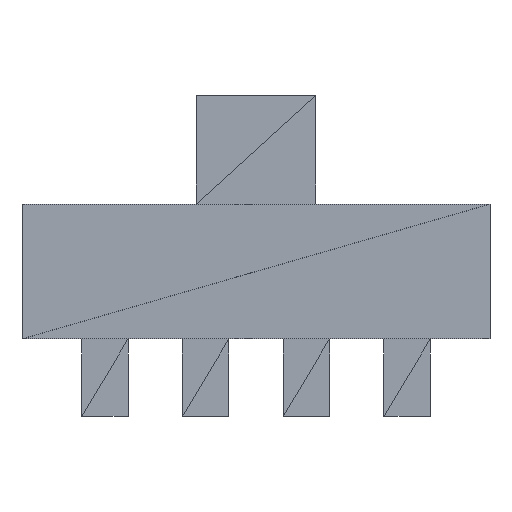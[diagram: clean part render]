
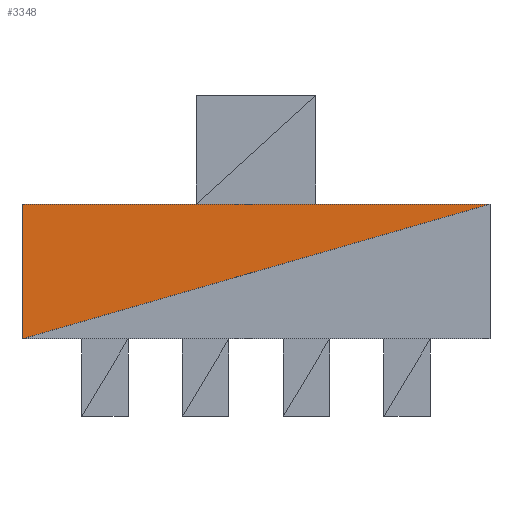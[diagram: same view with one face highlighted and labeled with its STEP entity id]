
A CAD part, front view. The second image highlights one B-rep face of the part: STEP entity #3348.
In plain terms, the highlighted planar face has unit normal (0, -1, 0).
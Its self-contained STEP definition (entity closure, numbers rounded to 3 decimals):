
#339 = VERTEX_POINT('',#340);
#340 = CARTESIAN_POINT('',(15.1,-7.,8.7));
#493 = PLANE('',#494);
#494 = AXIS2_PLACEMENT_3D('',#495,#496,#497);
#495 = CARTESIAN_POINT('',(-0.075,-5.929,
    8.7));
#496 = DIRECTION('',(0.,0.,1.));
#497 = DIRECTION('',(0.,1.,0.));
#534 = VERTEX_POINT('',#535);
#535 = CARTESIAN_POINT('',(-15.1,-7.,8.7));
#555 = EDGE_CURVE('',#534,#339,#556,.T.);
#556 = SURFACE_CURVE('',#557,(#561,#568),.PCURVE_S1.);
#557 = LINE('',#558,#559);
#558 = CARTESIAN_POINT('',(-15.1,-7.,8.7));
#559 = VECTOR('',#560,1.);
#560 = DIRECTION('',(1.,0.,0.));
#561 = PCURVE('',#493,#562);
#562 = DEFINITIONAL_REPRESENTATION('',(#563),#567);
#563 = LINE('',#564,#565);
#564 = CARTESIAN_POINT('',(-1.071,15.025));
#565 = VECTOR('',#566,1.);
#566 = DIRECTION('',(0.,-1.));
#567 = ( GEOMETRIC_REPRESENTATION_CONTEXT(2) 
PARAMETRIC_REPRESENTATION_CONTEXT() REPRESENTATION_CONTEXT('2D SPACE',''
  ) );
#568 = PCURVE('',#569,#574);
#569 = PLANE('',#570);
#570 = AXIS2_PLACEMENT_3D('',#571,#572,#573);
#571 = CARTESIAN_POINT('',(-1.868,-7.,6.218));
#572 = DIRECTION('',(-0.,-1.,-0.));
#573 = DIRECTION('',(0.,0.,-1.));
#574 = DEFINITIONAL_REPRESENTATION('',(#575),#578);
#575 = B_SPLINE_CURVE_WITH_KNOTS('',1,(#576,#577),.UNSPECIFIED.,.F.,.F.,
  (2,2),(0.,30.2),.PIECEWISE_BEZIER_KNOTS.);
#576 = CARTESIAN_POINT('',(-2.482,-13.232));
#577 = CARTESIAN_POINT('',(-2.482,16.968));
#578 = ( GEOMETRIC_REPRESENTATION_CONTEXT(2) 
PARAMETRIC_REPRESENTATION_CONTEXT() REPRESENTATION_CONTEXT('2D SPACE',''
  ) );
#599 = PLANE('',#600);
#600 = AXIS2_PLACEMENT_3D('',#601,#602,#603);
#601 = CARTESIAN_POINT('',(-15.1,-1.554,
    5.904));
#602 = DIRECTION('',(-1.,-0.,-0.));
#603 = DIRECTION('',(0.,0.,-1.));
#1619 = VERTEX_POINT('',#1620);
#1620 = CARTESIAN_POINT('',(-15.1,-7.,0.));
#1660 = PLANE('',#1661);
#1661 = AXIS2_PLACEMENT_3D('',#1662,#1663,#1664);
#1662 = CARTESIAN_POINT('',(1.868,-7.,2.482));
#1663 = DIRECTION('',(-0.,-1.,-0.));
#1664 = DIRECTION('',(0.,0.,-1.));
#3228 = EDGE_CURVE('',#1619,#534,#3229,.T.);
#3229 = SURFACE_CURVE('',#3230,(#3234,#3241),.PCURVE_S1.);
#3230 = LINE('',#3231,#3232);
#3231 = CARTESIAN_POINT('',(-15.1,-7.,0.));
#3232 = VECTOR('',#3233,1.);
#3233 = DIRECTION('',(0.,0.,1.));
#3234 = PCURVE('',#599,#3235);
#3235 = DEFINITIONAL_REPRESENTATION('',(#3236),#3240);
#3236 = LINE('',#3237,#3238);
#3237 = CARTESIAN_POINT('',(5.904,5.446));
#3238 = VECTOR('',#3239,1.);
#3239 = DIRECTION('',(-1.,0.));
#3240 = ( GEOMETRIC_REPRESENTATION_CONTEXT(2) 
PARAMETRIC_REPRESENTATION_CONTEXT() REPRESENTATION_CONTEXT('2D SPACE',''
  ) );
#3241 = PCURVE('',#569,#3242);
#3242 = DEFINITIONAL_REPRESENTATION('',(#3243),#3246);
#3243 = B_SPLINE_CURVE_WITH_KNOTS('',1,(#3244,#3245),.UNSPECIFIED.,.F.,
  .F.,(2,2),(0.,8.7),.PIECEWISE_BEZIER_KNOTS.);
#3244 = CARTESIAN_POINT('',(6.218,-13.232));
#3245 = CARTESIAN_POINT('',(-2.482,-13.232));
#3246 = ( GEOMETRIC_REPRESENTATION_CONTEXT(2) 
PARAMETRIC_REPRESENTATION_CONTEXT() REPRESENTATION_CONTEXT('2D SPACE',''
  ) );
#3348 = ADVANCED_FACE('',(#3349),#569,.T.);
#3349 = FACE_BOUND('',#3350,.T.);
#3350 = EDGE_LOOP('',(#3351,#3371,#3372));
#3351 = ORIENTED_EDGE('',*,*,#3352,.T.);
#3352 = EDGE_CURVE('',#1619,#339,#3353,.T.);
#3353 = SURFACE_CURVE('',#3354,(#3358,#3365),.PCURVE_S1.);
#3354 = LINE('',#3355,#3356);
#3355 = CARTESIAN_POINT('',(-15.1,-7.,0.));
#3356 = VECTOR('',#3357,1.);
#3357 = DIRECTION('',(0.961,0.,0.277));
#3358 = PCURVE('',#569,#3359);
#3359 = DEFINITIONAL_REPRESENTATION('',(#3360),#3364);
#3360 = LINE('',#3361,#3362);
#3361 = CARTESIAN_POINT('',(6.218,-13.232));
#3362 = VECTOR('',#3363,1.);
#3363 = DIRECTION('',(-0.277,0.961));
#3364 = ( GEOMETRIC_REPRESENTATION_CONTEXT(2) 
PARAMETRIC_REPRESENTATION_CONTEXT() REPRESENTATION_CONTEXT('2D SPACE',''
  ) );
#3365 = PCURVE('',#1660,#3366);
#3366 = DEFINITIONAL_REPRESENTATION('',(#3367),#3370);
#3367 = B_SPLINE_CURVE_WITH_KNOTS('',1,(#3368,#3369),.UNSPECIFIED.,.F.,
  .F.,(2,2),(0.,31.428),.PIECEWISE_BEZIER_KNOTS.);
#3368 = CARTESIAN_POINT('',(2.482,-16.968));
#3369 = CARTESIAN_POINT('',(-6.218,13.232));
#3370 = ( GEOMETRIC_REPRESENTATION_CONTEXT(2) 
PARAMETRIC_REPRESENTATION_CONTEXT() REPRESENTATION_CONTEXT('2D SPACE',''
  ) );
#3371 = ORIENTED_EDGE('',*,*,#555,.F.);
#3372 = ORIENTED_EDGE('',*,*,#3228,.F.);
